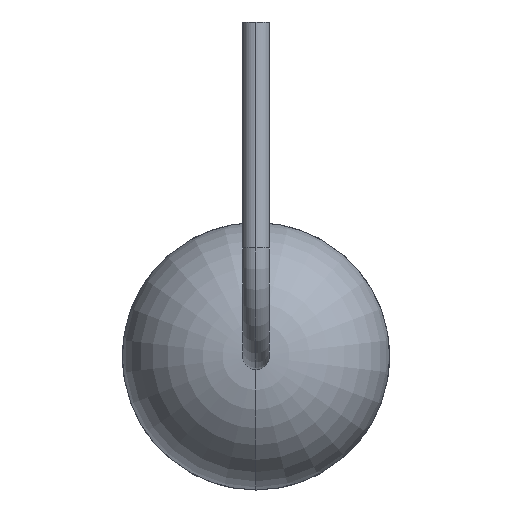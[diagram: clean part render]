
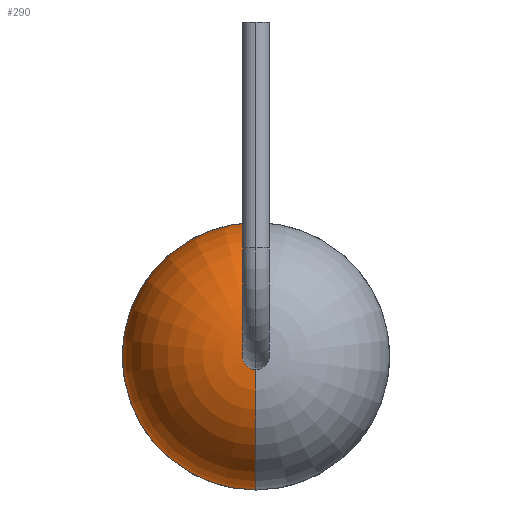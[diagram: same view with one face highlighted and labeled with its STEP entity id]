
A CAD part, left-side view. The second image highlights one B-rep face of the part: STEP entity #290.
In plain terms, the highlighted toroidal (fillet/blend) face has major radius 0.4 mm and minor radius 3.6 mm.
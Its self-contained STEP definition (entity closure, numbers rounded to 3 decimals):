
#155 = VERTEX_POINT ( 'NONE', #1020 ) ;
#157 = VERTEX_POINT ( 'NONE', #992 ) ;
#176 = VERTEX_POINT ( 'NONE', #1133 ) ;
#289 = VERTEX_POINT ( 'NONE', #1509 ) ;
#290 = ADVANCED_FACE ( 'NONE', ( #1513 ), #1511, .T. ) ;
#291 = ORIENTED_EDGE ( 'NONE', *, *, #303, .T. ) ;
#295 = EDGE_LOOP ( 'NONE', ( #376, #291, #297, #354 ) ) ;
#297 = ORIENTED_EDGE ( 'NONE', *, *, #299, .T. ) ;
#299 = EDGE_CURVE ( 'NONE', #176, #155, #1553, .T. ) ;
#303 = EDGE_CURVE ( 'NONE', #289, #176, #1539, .T. ) ;
#308 = EDGE_CURVE ( 'NONE', #289, #157, #1572, .T. ) ;
#354 = ORIENTED_EDGE ( 'NONE', *, *, #378, .F. ) ;
#376 = ORIENTED_EDGE ( 'NONE', *, *, #308, .F. ) ;
#378 = EDGE_CURVE ( 'NONE', #157, #155, #1712, .T. ) ;
#992 = CARTESIAN_POINT ( 'NONE',  ( 3.45, 0., 3.997 ) ) ;
#1020 = CARTESIAN_POINT ( 'NONE',  ( 0., 0., 0.4 ) ) ;
#1133 = CARTESIAN_POINT ( 'NONE',  ( 0., 0., -0.4 ) ) ;
#1406 = DIRECTION ( 'NONE',  ( 1., 0., 0. ) ) ;
#1423 = DIRECTION ( 'NONE',  ( 0., 0., -1. ) ) ;
#1425 = CARTESIAN_POINT ( 'NONE',  ( 3.45, 0., 0. ) ) ;
#1434 = AXIS2_PLACEMENT_3D ( 'NONE', #1425, #1406, #1423 ) ;
#1509 = CARTESIAN_POINT ( 'NONE',  ( 3.45, 0., -3.997 ) ) ;
#1511 = TOROIDAL_SURFACE ( 'NONE', #1514, 0.4, 3.6 ) ;
#1513 = FACE_OUTER_BOUND ( 'NONE', #295, .T. ) ;
#1514 = AXIS2_PLACEMENT_3D ( 'NONE', #1527, #1526, #1538 ) ;
#1526 = DIRECTION ( 'NONE',  ( -1., 0., 0. ) ) ;
#1527 = CARTESIAN_POINT ( 'NONE',  ( 3.6, 0., 0. ) ) ;
#1538 = DIRECTION ( 'NONE',  ( 0., 0., 1. ) ) ;
#1539 = CIRCLE ( 'NONE', #1542, 3.6 ) ;
#1540 = CARTESIAN_POINT ( 'NONE',  ( 3.6, 0., -0.4 ) ) ;
#1542 = AXIS2_PLACEMENT_3D ( 'NONE', #1540, #1568, #1567 ) ;
#1545 = DIRECTION ( 'NONE',  ( 1., 0., 0. ) ) ;
#1553 = CIRCLE ( 'NONE', #1556, 0.4 ) ;
#1556 = AXIS2_PLACEMENT_3D ( 'NONE', #1558, #1545, #1557 ) ;
#1557 = DIRECTION ( 'NONE',  ( 0., 0., -1. ) ) ;
#1558 = CARTESIAN_POINT ( 'NONE',  ( 0., 0., 0. ) ) ;
#1567 = DIRECTION ( 'NONE',  ( 0., 0., 1. ) ) ;
#1568 = DIRECTION ( 'NONE',  ( 0., 1., 0. ) ) ;
#1572 = CIRCLE ( 'NONE', #1434, 3.997 ) ;
#1702 = CARTESIAN_POINT ( 'NONE',  ( 3.6, 0., 0.4 ) ) ;
#1711 = DIRECTION ( 'NONE',  ( 0., 0., -1. ) ) ;
#1712 = CIRCLE ( 'NONE', #1713, 3.6 ) ;
#1713 = AXIS2_PLACEMENT_3D ( 'NONE', #1702, #1714, #1711 ) ;
#1714 = DIRECTION ( 'NONE',  ( 0., -1., 0. ) ) ;
